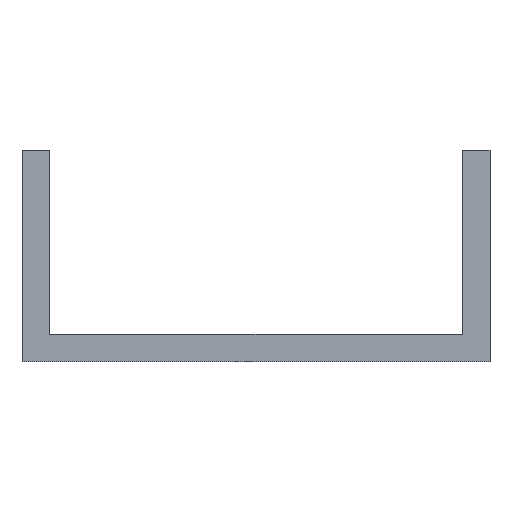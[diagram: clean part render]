
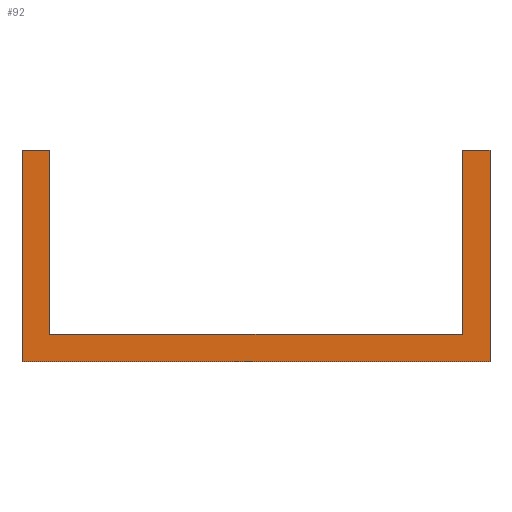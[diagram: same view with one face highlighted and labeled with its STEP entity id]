
A CAD part, front view. The second image highlights one B-rep face of the part: STEP entity #92.
In plain terms, the highlighted planar face has unit normal (0, -1, 0).
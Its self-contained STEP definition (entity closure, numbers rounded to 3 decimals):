
#2 = LINE ( 'NONE', #339, #382 ) ;
#5 = DIRECTION ( 'NONE',  ( -1., 0., 0. ) ) ;
#10 = DIRECTION ( 'NONE',  ( 0., 0., -1. ) ) ;
#15 = DIRECTION ( 'NONE',  ( -1., 0., 0. ) ) ;
#25 = FACE_OUTER_BOUND ( 'NONE', #110, .T. ) ;
#51 = CARTESIAN_POINT ( 'NONE',  ( -9.945, 0., 0. ) ) ;
#52 = EDGE_CURVE ( 'NONE', #287, #372, #2, .T. ) ;
#54 = LINE ( 'NONE', #426, #453 ) ;
#62 = VECTOR ( 'NONE', #268, 1000. ) ;
#81 = LINE ( 'NONE', #111, #317 ) ;
#92 = ADVANCED_FACE ( 'NONE', ( #25 ), #450, .T. ) ;
#99 = CARTESIAN_POINT ( 'NONE',  ( 6.055, 0., -7.7 ) ) ;
#103 = VECTOR ( 'NONE', #366, 1000. ) ;
#106 = EDGE_CURVE ( 'NONE', #143, #372, #81, .T. ) ;
#108 = VECTOR ( 'NONE', #15, 1000. ) ;
#110 = EDGE_LOOP ( 'NONE', ( #263, #246, #183, #364, #461, #334, #390, #279 ) ) ;
#111 = CARTESIAN_POINT ( 'NONE',  ( 5.055, 0., -7.7 ) ) ;
#117 = CARTESIAN_POINT ( 'NONE',  ( -10.945, 0., 0. ) ) ;
#123 = DIRECTION ( 'NONE',  ( 1., 0., 0. ) ) ;
#134 = EDGE_CURVE ( 'NONE', #313, #447, #410, .T. ) ;
#136 = LINE ( 'NONE', #193, #160 ) ;
#141 = CARTESIAN_POINT ( 'NONE',  ( 5.055, 0., -6.7 ) ) ;
#143 = VERTEX_POINT ( 'NONE', #141 ) ;
#160 = VECTOR ( 'NONE', #123, 1000. ) ;
#170 = EDGE_CURVE ( 'NONE', #240, #411, #188, .T. ) ;
#177 = EDGE_CURVE ( 'NONE', #313, #305, #203, .T. ) ;
#183 = ORIENTED_EDGE ( 'NONE', *, *, #134, .F. ) ;
#188 = LINE ( 'NONE', #456, #62 ) ;
#193 = CARTESIAN_POINT ( 'NONE',  ( -10.945, 0., -6.7 ) ) ;
#203 = LINE ( 'NONE', #379, #108 ) ;
#215 = EDGE_CURVE ( 'NONE', #447, #143, #136, .T. ) ;
#221 = DIRECTION ( 'NONE',  ( -1., 0., 0. ) ) ;
#227 = CARTESIAN_POINT ( 'NONE',  ( -9.945, 0., 0. ) ) ;
#240 = VERTEX_POINT ( 'NONE', #464 ) ;
#246 = ORIENTED_EDGE ( 'NONE', *, *, #215, .F. ) ;
#248 = AXIS2_PLACEMENT_3D ( 'NONE', #452, #309, #221 ) ;
#263 = ORIENTED_EDGE ( 'NONE', *, *, #106, .F. ) ;
#267 = DIRECTION ( 'NONE',  ( 0., 0., 1. ) ) ;
#268 = DIRECTION ( 'NONE',  ( 1., 0., 0. ) ) ;
#279 = ORIENTED_EDGE ( 'NONE', *, *, #52, .T. ) ;
#281 = CARTESIAN_POINT ( 'NONE',  ( -9.945, 0., -6.7 ) ) ;
#287 = VERTEX_POINT ( 'NONE', #388 ) ;
#305 = VERTEX_POINT ( 'NONE', #117 ) ;
#309 = DIRECTION ( 'NONE',  ( 0., -1., 0. ) ) ;
#313 = VERTEX_POINT ( 'NONE', #51 ) ;
#317 = VECTOR ( 'NONE', #267, 1000. ) ;
#334 = ORIENTED_EDGE ( 'NONE', *, *, #170, .T. ) ;
#339 = CARTESIAN_POINT ( 'NONE',  ( 6.055, 0., 0. ) ) ;
#352 = VECTOR ( 'NONE', #10, 1000. ) ;
#361 = EDGE_CURVE ( 'NONE', #411, #287, #54, .T. ) ;
#362 = CARTESIAN_POINT ( 'NONE',  ( 5.055, 0., 0. ) ) ;
#364 = ORIENTED_EDGE ( 'NONE', *, *, #177, .T. ) ;
#366 = DIRECTION ( 'NONE',  ( 0., 0., -1. ) ) ;
#372 = VERTEX_POINT ( 'NONE', #362 ) ;
#379 = CARTESIAN_POINT ( 'NONE',  ( -9.945, 0., 0. ) ) ;
#382 = VECTOR ( 'NONE', #5, 1000. ) ;
#388 = CARTESIAN_POINT ( 'NONE',  ( 6.055, 0., 0. ) ) ;
#390 = ORIENTED_EDGE ( 'NONE', *, *, #361, .T. ) ;
#410 = LINE ( 'NONE', #227, #352 ) ;
#411 = VERTEX_POINT ( 'NONE', #99 ) ;
#419 = EDGE_CURVE ( 'NONE', #305, #240, #439, .T. ) ;
#426 = CARTESIAN_POINT ( 'NONE',  ( 6.055, 0., -7.7 ) ) ;
#436 = CARTESIAN_POINT ( 'NONE',  ( -10.945, 0., 0. ) ) ;
#439 = LINE ( 'NONE', #436, #103 ) ;
#447 = VERTEX_POINT ( 'NONE', #281 ) ;
#450 = PLANE ( 'NONE',  #248 ) ;
#452 = CARTESIAN_POINT ( 'NONE',  ( 0., 0., 0. ) ) ;
#453 = VECTOR ( 'NONE', #478, 1000. ) ;
#456 = CARTESIAN_POINT ( 'NONE',  ( -10.945, 0., -7.7 ) ) ;
#461 = ORIENTED_EDGE ( 'NONE', *, *, #419, .T. ) ;
#464 = CARTESIAN_POINT ( 'NONE',  ( -10.945, 0., -7.7 ) ) ;
#478 = DIRECTION ( 'NONE',  ( 0., 0., 1. ) ) ;
